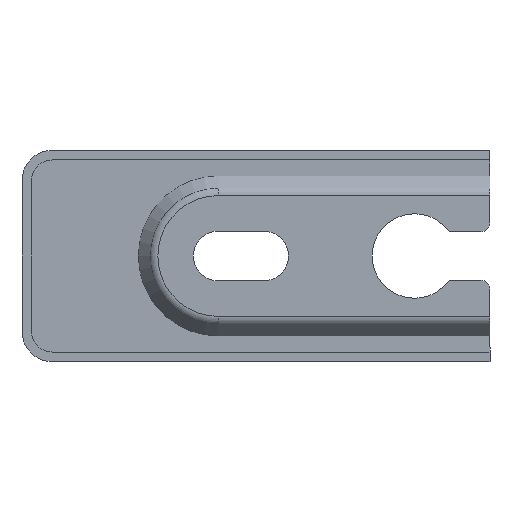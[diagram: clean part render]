
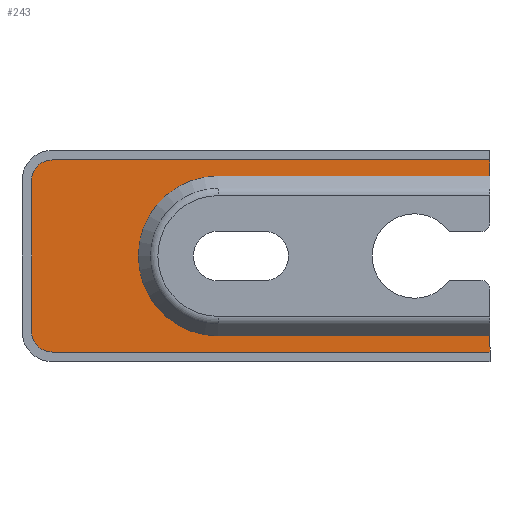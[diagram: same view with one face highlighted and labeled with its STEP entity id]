
A CAD part, front view. The second image highlights one B-rep face of the part: STEP entity #243.
In plain terms, the highlighted planar face has unit normal (0, -1, 0).
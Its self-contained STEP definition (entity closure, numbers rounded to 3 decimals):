
#209 = VERTEX_POINT ( 'NONE', #917 ) ;
#211 = EDGE_CURVE ( 'NONE', #209, #212, #926, .T. ) ;
#212 = VERTEX_POINT ( 'NONE', #927 ) ;
#222 = ORIENTED_EDGE ( 'NONE', *, *, #233, .T. ) ;
#223 = EDGE_CURVE ( 'NONE', #209, #224, #962, .T. ) ;
#224 = VERTEX_POINT ( 'NONE', #967 ) ;
#225 = ORIENTED_EDGE ( 'NONE', *, *, #226, .T. ) ;
#226 = EDGE_CURVE ( 'NONE', #224, #227, #861, .T. ) ;
#227 = VERTEX_POINT ( 'NONE', #956 ) ;
#228 = VERTEX_POINT ( 'NONE', #955 ) ;
#229 = ORIENTED_EDGE ( 'NONE', *, *, #230, .F. ) ;
#230 = EDGE_CURVE ( 'NONE', #212, #228, #925, .T. ) ;
#231 = ORIENTED_EDGE ( 'NONE', *, *, #211, .F. ) ;
#232 = ORIENTED_EDGE ( 'NONE', *, *, #223, .T. ) ;
#233 = EDGE_CURVE ( 'NONE', #234, #228, #953, .T. ) ;
#234 = VERTEX_POINT ( 'NONE', #924 ) ;
#235 = ORIENTED_EDGE ( 'NONE', *, *, #237, .T. ) ;
#236 = VERTEX_POINT ( 'NONE', #923 ) ;
#237 = EDGE_CURVE ( 'NONE', #236, #238, #922, .T. ) ;
#238 = VERTEX_POINT ( 'NONE', #945 ) ;
#239 = ORIENTED_EDGE ( 'NONE', *, *, #240, .F. ) ;
#240 = EDGE_CURVE ( 'NONE', #234, #238, #944, .T. ) ;
#243 = ADVANCED_FACE ( 'NONE', ( #914 ), #913, .F. ) ;
#244 = ORIENTED_EDGE ( 'NONE', *, *, #245, .T. ) ;
#245 = EDGE_CURVE ( 'NONE', #401, #236, #908, .T. ) ;
#400 = EDGE_LOOP ( 'NONE', ( #244, #235, #239, #222, #229, #231, #232, #225, #651, #644 ) ) ;
#401 = VERTEX_POINT ( 'NONE', #1211 ) ;
#644 = ORIENTED_EDGE ( 'NONE', *, *, #645, .F. ) ;
#645 = EDGE_CURVE ( 'NONE', #401, #654, #1325, .T. ) ;
#650 = EDGE_CURVE ( 'NONE', #654, #227, #1314, .T. ) ;
#651 = ORIENTED_EDGE ( 'NONE', *, *, #650, .F. ) ;
#654 = VERTEX_POINT ( 'NONE', #1377 ) ;
#857 = DIRECTION ( 'NONE',  ( -1., 0., 0. ) ) ;
#858 = VECTOR ( 'NONE', #857, 1000. ) ;
#859 = CARTESIAN_POINT ( 'NONE',  ( 90.001, 11.8, -31.8 ) ) ;
#860 = CARTESIAN_POINT ( 'NONE',  ( 0., 11.8, 0. ) ) ;
#861 = CIRCLE ( 'NONE', #959, 26.466 ) ;
#905 = DIRECTION ( 'NONE',  ( -1., 0., 0. ) ) ;
#906 = VECTOR ( 'NONE', #905, 1000. ) ;
#907 = CARTESIAN_POINT ( 'NONE',  ( 90.001, 11.8, 31.8 ) ) ;
#908 = LINE ( 'NONE', #907, #906 ) ;
#909 = DIRECTION ( 'NONE',  ( 0., 0., 1. ) ) ;
#910 = DIRECTION ( 'NONE',  ( 0., 1., 0. ) ) ;
#911 = CARTESIAN_POINT ( 'NONE',  ( 0., 11.8, -26.466 ) ) ;
#912 = AXIS2_PLACEMENT_3D ( 'NONE', #911, #910, #909 ) ;
#913 = PLANE ( 'NONE',  #912 ) ;
#914 = FACE_OUTER_BOUND ( 'NONE', #400, .T. ) ;
#917 = CARTESIAN_POINT ( 'NONE',  ( 90., 11.8, -26.466 ) ) ;
#918 = DIRECTION ( 'NONE',  ( 0., 0., 1. ) ) ;
#919 = DIRECTION ( 'NONE',  ( 0., -1., 0. ) ) ;
#920 = CARTESIAN_POINT ( 'NONE',  ( -55., 11.8, 25. ) ) ;
#921 = AXIS2_PLACEMENT_3D ( 'NONE', #920, #919, #918 ) ;
#922 = CIRCLE ( 'NONE', #921, 6.8 ) ;
#923 = CARTESIAN_POINT ( 'NONE',  ( -55., 11.8, 31.8 ) ) ;
#924 = CARTESIAN_POINT ( 'NONE',  ( -61.8, 11.8, -25. ) ) ;
#925 = LINE ( 'NONE', #859, #858 ) ;
#926 = LINE ( 'NONE', #930, #929 ) ;
#927 = CARTESIAN_POINT ( 'NONE',  ( 90., 11.8, -31.8 ) ) ;
#928 = DIRECTION ( 'NONE',  ( 0., 0., -1. ) ) ;
#929 = VECTOR ( 'NONE', #928, 1000. ) ;
#930 = CARTESIAN_POINT ( 'NONE',  ( 90., 11.8, -26.466 ) ) ;
#941 = DIRECTION ( 'NONE',  ( 0., 0., 1. ) ) ;
#942 = VECTOR ( 'NONE', #941, 1000. ) ;
#943 = CARTESIAN_POINT ( 'NONE',  ( -61.8, 11.8, -26.466 ) ) ;
#944 = LINE ( 'NONE', #943, #942 ) ;
#945 = CARTESIAN_POINT ( 'NONE',  ( -61.8, 11.8, 25. ) ) ;
#949 = DIRECTION ( 'NONE',  ( 0., 0., 1. ) ) ;
#950 = DIRECTION ( 'NONE',  ( 0., -1., 0. ) ) ;
#951 = CARTESIAN_POINT ( 'NONE',  ( -55., 11.8, -25. ) ) ;
#952 = AXIS2_PLACEMENT_3D ( 'NONE', #951, #950, #949 ) ;
#953 = CIRCLE ( 'NONE', #952, 6.8 ) ;
#955 = CARTESIAN_POINT ( 'NONE',  ( -55., 11.8, -31.8 ) ) ;
#956 = CARTESIAN_POINT ( 'NONE',  ( 0., 11.8, 26.466 ) ) ;
#957 = DIRECTION ( 'NONE',  ( 0., 0., 1. ) ) ;
#958 = DIRECTION ( 'NONE',  ( 0., 1., 0. ) ) ;
#959 = AXIS2_PLACEMENT_3D ( 'NONE', #860, #958, #957 ) ;
#962 = LINE ( 'NONE', #966, #965 ) ;
#964 = DIRECTION ( 'NONE',  ( -1., 0., 0. ) ) ;
#965 = VECTOR ( 'NONE', #964, 1000. ) ;
#966 = CARTESIAN_POINT ( 'NONE',  ( 90., 11.8, -26.466 ) ) ;
#967 = CARTESIAN_POINT ( 'NONE',  ( 0., 11.8, -26.466 ) ) ;
#1211 = CARTESIAN_POINT ( 'NONE',  ( 90., 11.8, 31.8 ) ) ;
#1312 = DIRECTION ( 'NONE',  ( -1., 0., 0. ) ) ;
#1313 = CARTESIAN_POINT ( 'NONE',  ( 90., 11.8, 26.466 ) ) ;
#1314 = LINE ( 'NONE', #1313, #1379 ) ;
#1322 = DIRECTION ( 'NONE',  ( 0., 0., -1. ) ) ;
#1323 = VECTOR ( 'NONE', #1322, 1000. ) ;
#1324 = CARTESIAN_POINT ( 'NONE',  ( 90., 11.8, 35. ) ) ;
#1325 = LINE ( 'NONE', #1324, #1323 ) ;
#1377 = CARTESIAN_POINT ( 'NONE',  ( 90., 11.8, 26.466 ) ) ;
#1379 = VECTOR ( 'NONE', #1312, 1000. ) ;
